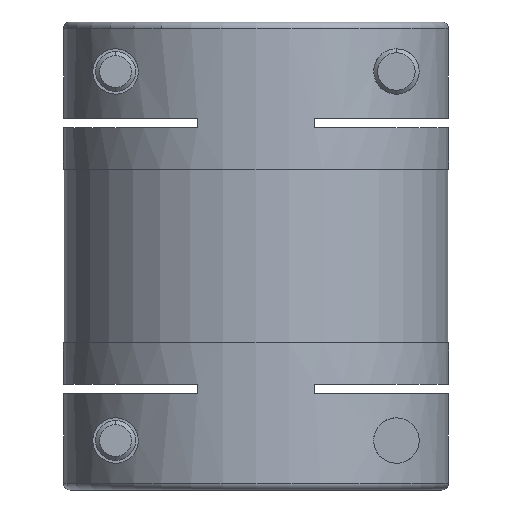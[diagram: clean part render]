
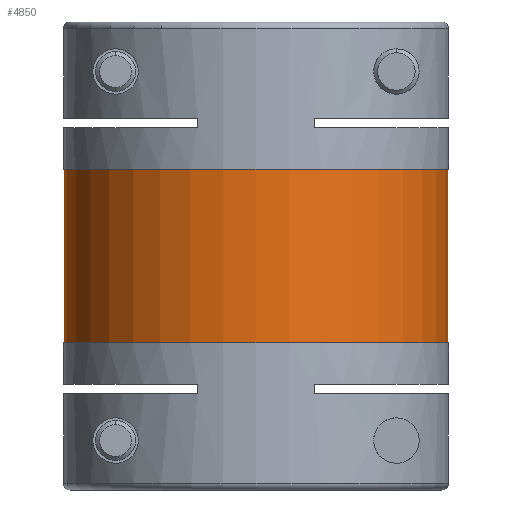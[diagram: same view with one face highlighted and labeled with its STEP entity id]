
A CAD part, front view. The second image highlights one B-rep face of the part: STEP entity #4850.
In plain terms, the highlighted cylindrical face has radius 14.35 mm (diameter 28.7 mm), a partial arc.
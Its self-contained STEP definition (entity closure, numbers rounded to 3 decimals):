
#216 = DIRECTION ( 'NONE',  ( -1., 0., 0. ) ) ;
#237 = AXIS2_PLACEMENT_3D ( 'NONE', #1944, #4882, #332 ) ;
#316 = CARTESIAN_POINT ( 'NONE',  ( -14.35, 0., -35. ) ) ;
#332 = DIRECTION ( 'NONE',  ( -1., 0., 0. ) ) ;
#378 = AXIS2_PLACEMENT_3D ( 'NONE', #1055, #4870, #216 ) ;
#418 = VERTEX_POINT ( 'NONE', #3814 ) ;
#638 = CARTESIAN_POINT ( 'NONE',  ( -14.35, 0., -11. ) ) ;
#748 = ORIENTED_EDGE ( 'NONE', *, *, #5343, .T. ) ;
#985 = EDGE_CURVE ( 'NONE', #418, #3737, #2397, .T. ) ;
#1055 = CARTESIAN_POINT ( 'NONE',  ( 0., 0., -24. ) ) ;
#1106 = CARTESIAN_POINT ( 'NONE',  ( 14.35, 0., -11. ) ) ;
#1167 = FACE_OUTER_BOUND ( 'NONE', #3466, .T. ) ;
#1282 = ORIENTED_EDGE ( 'NONE', *, *, #985, .F. ) ;
#1490 = LINE ( 'NONE', #3196, #3309 ) ;
#1568 = DIRECTION ( 'NONE',  ( 0., 0., 1. ) ) ;
#1843 = DIRECTION ( 'NONE',  ( -1., 0., 0. ) ) ;
#1944 = CARTESIAN_POINT ( 'NONE',  ( 0., 0., -35. ) ) ;
#2397 = LINE ( 'NONE', #316, #3205 ) ;
#2780 = EDGE_CURVE ( 'NONE', #4634, #418, #5385, .T. ) ;
#2818 = VERTEX_POINT ( 'NONE', #1106 ) ;
#3004 = EDGE_CURVE ( 'NONE', #4634, #2818, #1490, .T. ) ;
#3050 = DIRECTION ( 'NONE',  ( 0., 0., -1. ) ) ;
#3196 = CARTESIAN_POINT ( 'NONE',  ( 14.35, 0., -35. ) ) ;
#3205 = VECTOR ( 'NONE', #1568, 1000. ) ;
#3309 = VECTOR ( 'NONE', #3651, 1000. ) ;
#3466 = EDGE_LOOP ( 'NONE', ( #4299, #4667, #748, #1282 ) ) ;
#3587 = CIRCLE ( 'NONE', #4529, 14.35 ) ;
#3596 = CYLINDRICAL_SURFACE ( 'NONE', #237, 14.35 ) ;
#3651 = DIRECTION ( 'NONE',  ( 0., 0., 1. ) ) ;
#3737 = VERTEX_POINT ( 'NONE', #638 ) ;
#3805 = CARTESIAN_POINT ( 'NONE',  ( 14.35, 0., -24. ) ) ;
#3814 = CARTESIAN_POINT ( 'NONE',  ( -14.35, 0., -24. ) ) ;
#4299 = ORIENTED_EDGE ( 'NONE', *, *, #2780, .F. ) ;
#4529 = AXIS2_PLACEMENT_3D ( 'NONE', #4785, #3050, #1843 ) ;
#4634 = VERTEX_POINT ( 'NONE', #3805 ) ;
#4667 = ORIENTED_EDGE ( 'NONE', *, *, #3004, .T. ) ;
#4785 = CARTESIAN_POINT ( 'NONE',  ( 0., 0., -11. ) ) ;
#4850 = ADVANCED_FACE ( 'NONE', ( #1167 ), #3596, .T. ) ;
#4870 = DIRECTION ( 'NONE',  ( 0., 0., -1. ) ) ;
#4882 = DIRECTION ( 'NONE',  ( 0., 0., 1. ) ) ;
#5343 = EDGE_CURVE ( 'NONE', #2818, #3737, #3587, .T. ) ;
#5385 = CIRCLE ( 'NONE', #378, 14.35 ) ;
